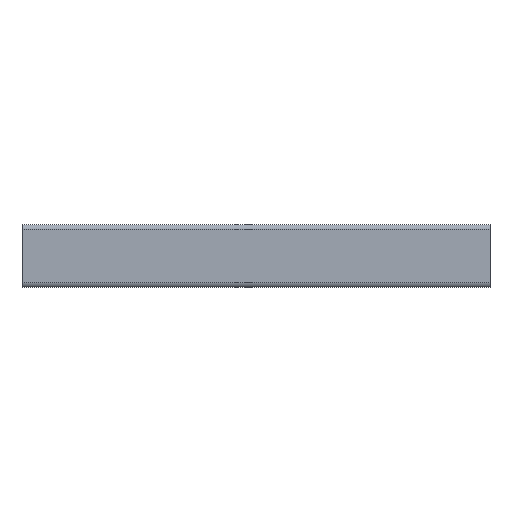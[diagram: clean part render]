
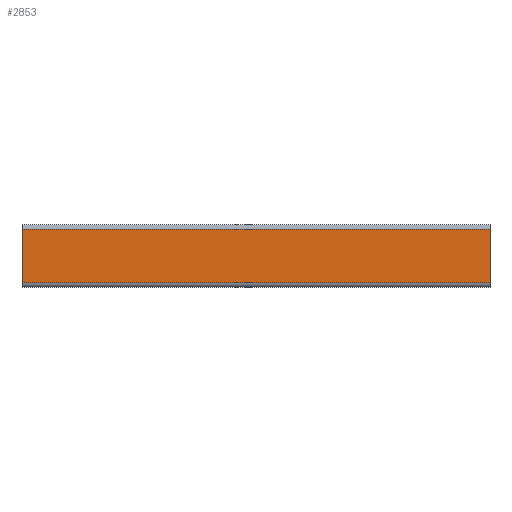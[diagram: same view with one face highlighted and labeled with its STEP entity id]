
A CAD part, left-side view. The second image highlights one B-rep face of the part: STEP entity #2853.
In plain terms, the highlighted face is planar.
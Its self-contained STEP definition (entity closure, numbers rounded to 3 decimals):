
#93 = CARTESIAN_POINT ( 'NONE',  ( 20., 17., -300. ) ) ;
#345 = CARTESIAN_POINT ( 'NONE',  ( 20., 17., 0. ) ) ;
#349 = CARTESIAN_POINT ( 'NONE',  ( 20., -17., 0. ) ) ;
#374 = CARTESIAN_POINT ( 'NONE',  ( 20., -17., -300. ) ) ;
#423 = EDGE_LOOP ( 'NONE', ( #1432, #1431, #1427, #1436 ) ) ;
#500 = VERTEX_POINT ( 'NONE', #345 ) ;
#527 = VERTEX_POINT ( 'NONE', #349 ) ;
#536 = VERTEX_POINT ( 'NONE', #374 ) ;
#1017 = LINE ( 'NONE', #1018, #2346 ) ;
#1018 = CARTESIAN_POINT ( 'NONE',  ( 20., -17., -300. ) ) ;
#1023 = DIRECTION ( 'NONE',  ( 0., 0., 1. ) ) ;
#1050 = DIRECTION ( 'NONE',  ( 0., 1., 0. ) ) ;
#1105 = LINE ( 'NONE', #1111, #2406 ) ;
#1107 = DIRECTION ( 'NONE',  ( 0., 0., 1. ) ) ;
#1111 = CARTESIAN_POINT ( 'NONE',  ( 20., 17., -300. ) ) ;
#1115 = CARTESIAN_POINT ( 'NONE',  ( 20., -17., 0. ) ) ;
#1116 = LINE ( 'NONE', #1115, #2383 ) ;
#1400 = VERTEX_POINT ( 'NONE', #93 ) ;
#1427 = ORIENTED_EDGE ( 'NONE', *, *, #3031, .T. ) ;
#1431 = ORIENTED_EDGE ( 'NONE', *, *, #2949, .F. ) ;
#1432 = ORIENTED_EDGE ( 'NONE', *, *, #2984, .F. ) ;
#1436 = ORIENTED_EDGE ( 'NONE', *, *, #2980, .T. ) ;
#1924 = PLANE ( 'NONE',  #2315 ) ;
#1941 = FACE_OUTER_BOUND ( 'NONE', #423, .T. ) ;
#1944 = CARTESIAN_POINT ( 'NONE',  ( 20., -17., -300. ) ) ;
#1947 = DIRECTION ( 'NONE',  ( 1., 0., 0. ) ) ;
#1972 = DIRECTION ( 'NONE',  ( 0., 0., -1. ) ) ;
#2011 = DIRECTION ( 'NONE',  ( 0., 1., 0. ) ) ;
#2025 = CARTESIAN_POINT ( 'NONE',  ( 20., -17., -300. ) ) ;
#2033 = LINE ( 'NONE', #2025, #2455 ) ;
#2315 = AXIS2_PLACEMENT_3D ( 'NONE', #1944, #1947, #1972 ) ;
#2346 = VECTOR ( 'NONE', #1023, 1000. ) ;
#2383 = VECTOR ( 'NONE', #1050, 1000. ) ;
#2406 = VECTOR ( 'NONE', #1107, 1000. ) ;
#2455 = VECTOR ( 'NONE', #2011, 1000. ) ;
#2853 = ADVANCED_FACE ( 'NONE', ( #1941 ), #1924, .T. ) ;
#2949 = EDGE_CURVE ( 'NONE', #536, #527, #1017, .T. ) ;
#2980 = EDGE_CURVE ( 'NONE', #1400, #500, #1105, .T. ) ;
#2984 = EDGE_CURVE ( 'NONE', #527, #500, #1116, .T. ) ;
#3031 = EDGE_CURVE ( 'NONE', #536, #1400, #2033, .T. ) ;
